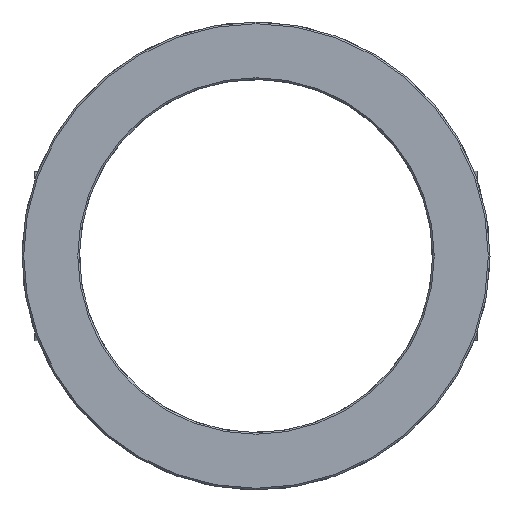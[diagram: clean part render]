
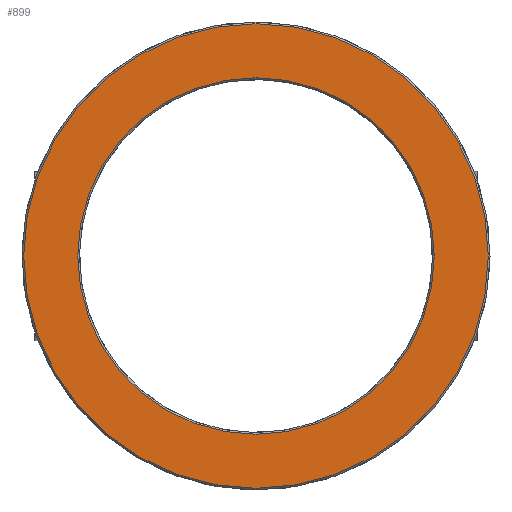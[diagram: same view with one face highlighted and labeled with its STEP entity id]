
A CAD part, left-side view. The second image highlights one B-rep face of the part: STEP entity #899.
In plain terms, the highlighted face is planar.
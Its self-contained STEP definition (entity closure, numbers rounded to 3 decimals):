
#22 = CARTESIAN_POINT ( 'NONE',  ( 0., 0., 54.6 ) ) ;
#38 = FACE_BOUND ( 'NONE', #2658, .T. ) ;
#120 = AXIS2_PLACEMENT_3D ( 'NONE', #1354, #3247, #1617 ) ;
#300 = CARTESIAN_POINT ( 'NONE',  ( 0., 0., -41.9 ) ) ;
#422 = VERTEX_POINT ( 'NONE', #22 ) ;
#449 = CARTESIAN_POINT ( 'NONE',  ( 0., 0., 41.9 ) ) ;
#610 = CARTESIAN_POINT ( 'NONE',  ( -41.5, 0., 0. ) ) ;
#633 = ORIENTED_EDGE ( 'NONE', *, *, #2030, .T. ) ;
#678 = EDGE_CURVE ( 'NONE', #3166, #1922, #2279, .T. ) ;
#899 = ADVANCED_FACE ( 'NONE', ( #38, #2053 ), #1131, .T. ) ;
#980 = CARTESIAN_POINT ( 'NONE',  ( 0., 0., 0. ) ) ;
#1131 = PLANE ( 'NONE',  #2483 ) ;
#1216 = DIRECTION ( 'NONE',  ( 0., 1., 0. ) ) ;
#1255 = DIRECTION ( 'NONE',  ( 0., 0., -1. ) ) ;
#1337 = EDGE_CURVE ( 'NONE', #422, #2209, #3224, .T. ) ;
#1354 = CARTESIAN_POINT ( 'NONE',  ( 0., 0., 0. ) ) ;
#1368 = CARTESIAN_POINT ( 'NONE',  ( 0., 0., 0. ) ) ;
#1402 = DIRECTION ( 'NONE',  ( 0., -1., 0. ) ) ;
#1617 = DIRECTION ( 'NONE',  ( 0., 0., -1. ) ) ;
#1632 = DIRECTION ( 'NONE',  ( 0., 0., -1. ) ) ;
#1914 = ORIENTED_EDGE ( 'NONE', *, *, #2568, .T. ) ;
#1922 = VERTEX_POINT ( 'NONE', #449 ) ;
#1976 = CARTESIAN_POINT ( 'NONE',  ( 0., 0., -54.6 ) ) ;
#2030 = EDGE_CURVE ( 'NONE', #2209, #422, #2749, .T. ) ;
#2053 = FACE_OUTER_BOUND ( 'NONE', #3411, .T. ) ;
#2183 = AXIS2_PLACEMENT_3D ( 'NONE', #2826, #1216, #3106 ) ;
#2209 = VERTEX_POINT ( 'NONE', #1976 ) ;
#2279 = CIRCLE ( 'NONE', #2183, 41.9 ) ;
#2374 = AXIS2_PLACEMENT_3D ( 'NONE', #1368, #3269, #1632 ) ;
#2421 = CIRCLE ( 'NONE', #2374, 41.9 ) ;
#2483 = AXIS2_PLACEMENT_3D ( 'NONE', #610, #1402, #3310 ) ;
#2568 = EDGE_CURVE ( 'NONE', #1922, #3166, #2421, .T. ) ;
#2619 = ORIENTED_EDGE ( 'NONE', *, *, #1337, .T. ) ;
#2658 = EDGE_LOOP ( 'NONE', ( #2742, #1914 ) ) ;
#2742 = ORIENTED_EDGE ( 'NONE', *, *, #678, .T. ) ;
#2749 = CIRCLE ( 'NONE', #120, 54.6 ) ;
#2826 = CARTESIAN_POINT ( 'NONE',  ( 0., 0., 0. ) ) ;
#2868 = DIRECTION ( 'NONE',  ( 0., -1., 0. ) ) ;
#3062 = AXIS2_PLACEMENT_3D ( 'NONE', #980, #2868, #1255 ) ;
#3106 = DIRECTION ( 'NONE',  ( 0., 0., -1. ) ) ;
#3166 = VERTEX_POINT ( 'NONE', #300 ) ;
#3224 = CIRCLE ( 'NONE', #3062, 54.6 ) ;
#3247 = DIRECTION ( 'NONE',  ( 0., -1., 0. ) ) ;
#3269 = DIRECTION ( 'NONE',  ( 0., 1., 0. ) ) ;
#3310 = DIRECTION ( 'NONE',  ( 0., 0., -1. ) ) ;
#3411 = EDGE_LOOP ( 'NONE', ( #2619, #633 ) ) ;
